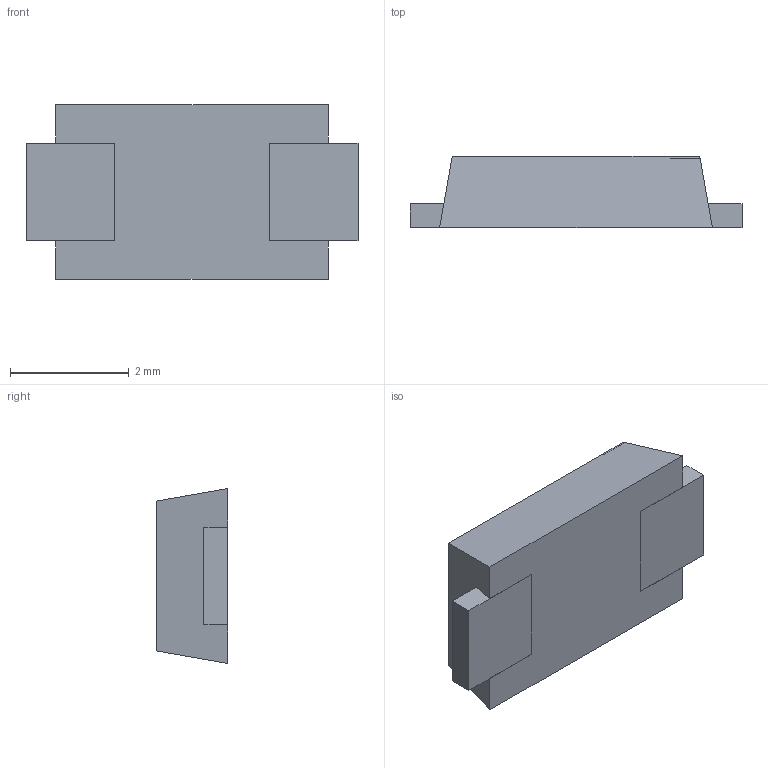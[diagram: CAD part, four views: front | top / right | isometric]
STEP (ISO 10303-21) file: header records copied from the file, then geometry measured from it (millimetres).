
FILE_DESCRIPTION (( 'STEP AP214' ), '1' );
FILE_NAME ('DO-221AC.STEP', '2017-12-21T08:20:19', ( 'Sky123.Org' ), ( 'Sky123.Org' ), 'SwSTEP 2.0', 'SolidWorks 2013', '' );
FILE_SCHEMA (( 'AUTOMOTIVE_DESIGN' ));
Length unit declared in the file: millimetre
Products named in the file (1): DO-221AC
Bounding box: 5.6 x 1.2 x 2.95 mm (x, y, z)
Volume: 15.1 mm3; surface area: 60.6 mm2
Topology: 4 solids, 4 shells, 37 faces, 83 edges, 54 vertices
Faces by surface type: plane 37
Entity records: 1473 total; most frequent: CARTESIAN_POINT 175, ORIENTED_EDGE 166, DIRECTION 159, LINE 83, VECTOR 83, EDGE_CURVE 83, VERTEX_POINT 54, UNCERTAINTY_MEASURE_WITH_UNIT 43
